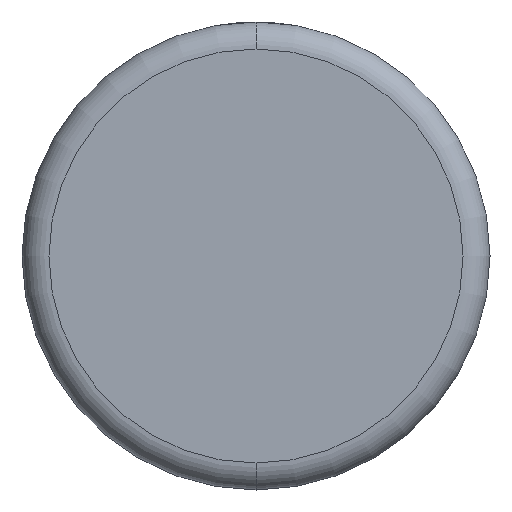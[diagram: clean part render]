
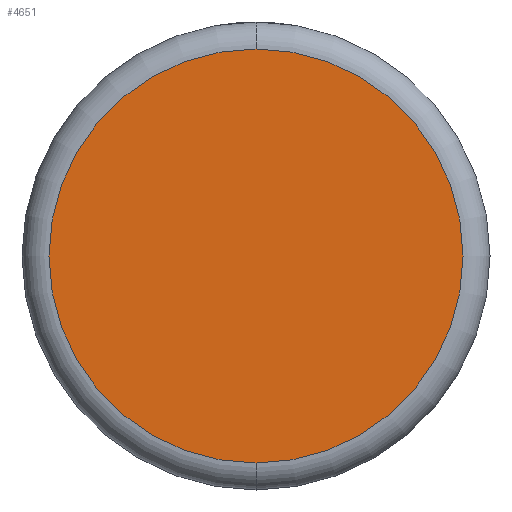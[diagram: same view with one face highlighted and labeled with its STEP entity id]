
A CAD part, front view. The second image highlights one B-rep face of the part: STEP entity #4651.
In plain terms, the highlighted planar face has unit normal (0, -1, 0).
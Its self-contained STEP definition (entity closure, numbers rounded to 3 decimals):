
#615 = AXIS2_PLACEMENT_3D ( 'NONE', #1995, #2748, #3576 ) ;
#812 = ORIENTED_EDGE ( 'NONE', *, *, #4243, .T. ) ;
#876 = ORIENTED_EDGE ( 'NONE', *, *, #2312, .T. ) ;
#1127 = EDGE_LOOP ( 'NONE', ( #812, #876 ) ) ;
#1440 = AXIS2_PLACEMENT_3D ( 'NONE', #3958, #2019, #4782 ) ;
#1570 = VERTEX_POINT ( 'NONE', #1583 ) ;
#1583 = CARTESIAN_POINT ( 'NONE',  ( 0., 0., 20.35 ) ) ;
#1995 = CARTESIAN_POINT ( 'NONE',  ( 0., 0., 0. ) ) ;
#2019 = DIRECTION ( 'NONE',  ( 0., -1., 0. ) ) ;
#2312 = EDGE_CURVE ( 'NONE', #2339, #1570, #2389, .T. ) ;
#2339 = VERTEX_POINT ( 'NONE', #4558 ) ;
#2389 = CIRCLE ( 'NONE', #3676, 20.35 ) ;
#2640 = DIRECTION ( 'NONE',  ( 0., -1., 0. ) ) ;
#2748 = DIRECTION ( 'NONE',  ( 0., 1., 0. ) ) ;
#3576 = DIRECTION ( 'NONE',  ( 0., 0., 1. ) ) ;
#3676 = AXIS2_PLACEMENT_3D ( 'NONE', #3785, #2640, #5035 ) ;
#3785 = CARTESIAN_POINT ( 'NONE',  ( 0., 0., 0. ) ) ;
#3958 = CARTESIAN_POINT ( 'NONE',  ( 0., 0., 0. ) ) ;
#4208 = CIRCLE ( 'NONE', #1440, 20.35 ) ;
#4243 = EDGE_CURVE ( 'NONE', #1570, #2339, #4208, .T. ) ;
#4558 = CARTESIAN_POINT ( 'NONE',  ( 0., 0., -20.35 ) ) ;
#4651 = ADVANCED_FACE ( 'NONE', ( #4959 ), #4774, .F. ) ;
#4774 = PLANE ( 'NONE',  #615 ) ;
#4782 = DIRECTION ( 'NONE',  ( 0., 0., 1. ) ) ;
#4959 = FACE_OUTER_BOUND ( 'NONE', #1127, .T. ) ;
#5035 = DIRECTION ( 'NONE',  ( 0., 0., 1. ) ) ;
